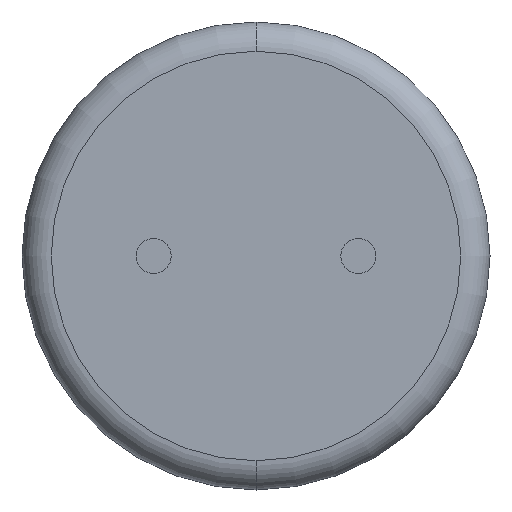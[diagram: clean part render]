
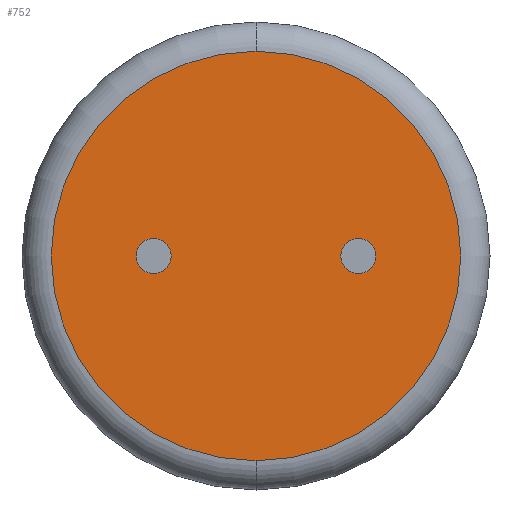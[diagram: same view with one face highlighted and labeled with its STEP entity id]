
A CAD part, front view. The second image highlights one B-rep face of the part: STEP entity #752.
In plain terms, the highlighted planar face has unit normal (0, -1, 0).
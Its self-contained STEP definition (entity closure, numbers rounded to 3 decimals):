
#2 = AXIS2_PLACEMENT_3D ( 'NONE', #448, #136, #439 ) ;
#27 = FACE_BOUND ( 'NONE', #84, .T. ) ;
#28 = CARTESIAN_POINT ( 'NONE',  ( 1.75, 0., 0. ) ) ;
#41 = DIRECTION ( 'NONE',  ( 0., 0., 1. ) ) ;
#44 = CARTESIAN_POINT ( 'NONE',  ( 0., 0., 0. ) ) ;
#47 = PLANE ( 'NONE',  #70 ) ;
#70 = AXIS2_PLACEMENT_3D ( 'NONE', #1153, #569, #455 ) ;
#84 = EDGE_LOOP ( 'NONE', ( #724, #222 ) ) ;
#94 = CIRCLE ( 'NONE', #2, 3.5 ) ;
#106 = EDGE_CURVE ( 'NONE', #1079, #588, #161, .T. ) ;
#133 = EDGE_LOOP ( 'NONE', ( #1216, #296 ) ) ;
#136 = DIRECTION ( 'NONE',  ( 0., -1., 0. ) ) ;
#161 = CIRCLE ( 'NONE', #205, 0.3 ) ;
#205 = AXIS2_PLACEMENT_3D ( 'NONE', #301, #797, #802 ) ;
#211 = EDGE_LOOP ( 'NONE', ( #373, #718 ) ) ;
#222 = ORIENTED_EDGE ( 'NONE', *, *, #106, .F. ) ;
#223 = DIRECTION ( 'NONE',  ( 0., -1., 0. ) ) ;
#256 = FACE_OUTER_BOUND ( 'NONE', #133, .T. ) ;
#264 = CARTESIAN_POINT ( 'NONE',  ( 1.75, 0., 0.3 ) ) ;
#268 = AXIS2_PLACEMENT_3D ( 'NONE', #1157, #1165, #679 ) ;
#274 = EDGE_CURVE ( 'NONE', #694, #458, #94, .T. ) ;
#296 = ORIENTED_EDGE ( 'NONE', *, *, #1280, .T. ) ;
#298 = EDGE_CURVE ( 'NONE', #417, #1193, #990, .T. ) ;
#301 = CARTESIAN_POINT ( 'NONE',  ( -1.75, 0., 0. ) ) ;
#340 = AXIS2_PLACEMENT_3D ( 'NONE', #28, #546, #1251 ) ;
#356 = CARTESIAN_POINT ( 'NONE',  ( -1.75, 0., 0. ) ) ;
#373 = ORIENTED_EDGE ( 'NONE', *, *, #298, .F. ) ;
#417 = VERTEX_POINT ( 'NONE', #264 ) ;
#438 = CIRCLE ( 'NONE', #789, 3.5 ) ;
#439 = DIRECTION ( 'NONE',  ( 0., 0., 1. ) ) ;
#448 = CARTESIAN_POINT ( 'NONE',  ( 0., 0., 0. ) ) ;
#455 = DIRECTION ( 'NONE',  ( 0., 0., 1. ) ) ;
#458 = VERTEX_POINT ( 'NONE', #559 ) ;
#463 = FACE_BOUND ( 'NONE', #211, .T. ) ;
#474 = EDGE_CURVE ( 'NONE', #1193, #417, #1001, .T. ) ;
#546 = DIRECTION ( 'NONE',  ( 0., -1., 0. ) ) ;
#559 = CARTESIAN_POINT ( 'NONE',  ( 0., 0., -3.5 ) ) ;
#569 = DIRECTION ( 'NONE',  ( 0., 1., 0. ) ) ;
#576 = DIRECTION ( 'NONE',  ( 0., -1., 0. ) ) ;
#588 = VERTEX_POINT ( 'NONE', #693 ) ;
#643 = AXIS2_PLACEMENT_3D ( 'NONE', #356, #576, #948 ) ;
#679 = DIRECTION ( 'NONE',  ( 0., 0., 1. ) ) ;
#693 = CARTESIAN_POINT ( 'NONE',  ( -1.75, 0., 0.3 ) ) ;
#694 = VERTEX_POINT ( 'NONE', #923 ) ;
#718 = ORIENTED_EDGE ( 'NONE', *, *, #474, .F. ) ;
#724 = ORIENTED_EDGE ( 'NONE', *, *, #767, .F. ) ;
#752 = ADVANCED_FACE ( 'NONE', ( #27, #256, #463 ), #47, .F. ) ;
#767 = EDGE_CURVE ( 'NONE', #588, #1079, #997, .T. ) ;
#789 = AXIS2_PLACEMENT_3D ( 'NONE', #44, #223, #41 ) ;
#797 = DIRECTION ( 'NONE',  ( 0., -1., 0. ) ) ;
#802 = DIRECTION ( 'NONE',  ( 0., 0., 1. ) ) ;
#923 = CARTESIAN_POINT ( 'NONE',  ( 0., 0., 3.5 ) ) ;
#948 = DIRECTION ( 'NONE',  ( 0., 0., 1. ) ) ;
#987 = CARTESIAN_POINT ( 'NONE',  ( -1.75, 0., -0.3 ) ) ;
#990 = CIRCLE ( 'NONE', #340, 0.3 ) ;
#997 = CIRCLE ( 'NONE', #643, 0.3 ) ;
#1001 = CIRCLE ( 'NONE', #268, 0.3 ) ;
#1079 = VERTEX_POINT ( 'NONE', #987 ) ;
#1153 = CARTESIAN_POINT ( 'NONE',  ( 0., 0., 0. ) ) ;
#1157 = CARTESIAN_POINT ( 'NONE',  ( 1.75, 0., 0. ) ) ;
#1165 = DIRECTION ( 'NONE',  ( 0., -1., 0. ) ) ;
#1193 = VERTEX_POINT ( 'NONE', #1220 ) ;
#1216 = ORIENTED_EDGE ( 'NONE', *, *, #274, .T. ) ;
#1220 = CARTESIAN_POINT ( 'NONE',  ( 1.75, 0., -0.3 ) ) ;
#1251 = DIRECTION ( 'NONE',  ( 0., 0., 1. ) ) ;
#1280 = EDGE_CURVE ( 'NONE', #458, #694, #438, .T. ) ;
